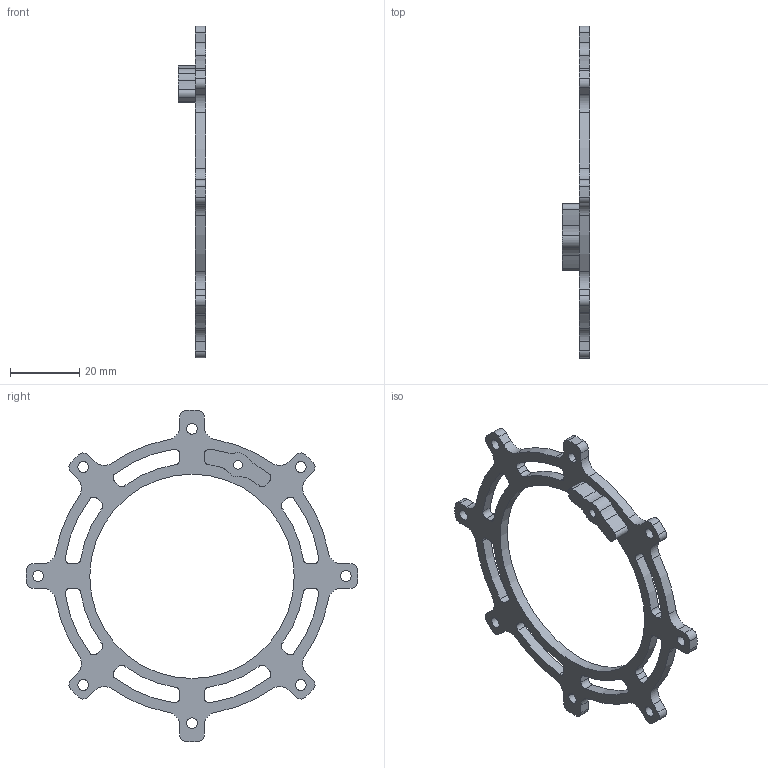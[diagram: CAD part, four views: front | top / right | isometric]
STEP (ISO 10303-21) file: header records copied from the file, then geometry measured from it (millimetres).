
FILE_DESCRIPTION(/* description */ (''),/* implementation_level */ '2;1');
FILE_NAME(/* name */ '',/* time_stamp */ '2024-09-25T18:49:35+08:00',/* author */ (''),/* organization */ (''),/* preprocessor_version */ 'ST-DEVELOPER v20',/* originating_system */ 'Autodesk Translation Framework v13.20.0.188',/* authorisation */ '');
FILE_SCHEMA (('AUTOMOTIVE_DESIGN { 1 0 10303 214 3 1 1 }'));
Length unit declared in the file: millimetre
Products named in the file (1): CNC_A96061__关节电机固定2
Bounding box: 8 x 95.99 x 95.99 mm (x, y, z)
Volume: 6695.8 mm3; surface area: 7269.3 mm2
Topology: 1 solids, 1 shells, 151 faces, 444 edges, 296 vertices
Faces by surface type: cylinder 112, plane 35, bspline 4
Full cylindrical faces by diameter (mm): 2.5 x1, 3.1 x6, 59.1 x1
Entity records: 5314 total; most frequent: CARTESIAN_POINT 1000, DIRECTION 948, ORIENTED_EDGE 888, EDGE_CURVE 444, AXIS2_PLACEMENT_3D 372, VERTEX_POINT 296, CIRCLE 224, LINE 204
